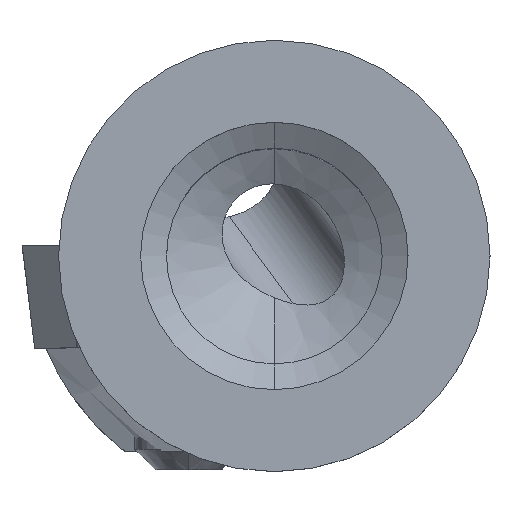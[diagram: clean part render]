
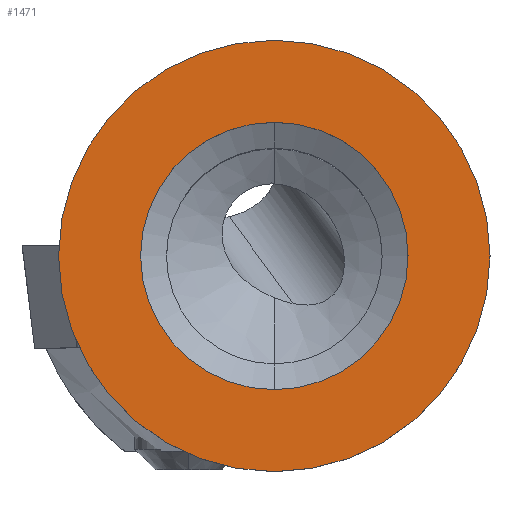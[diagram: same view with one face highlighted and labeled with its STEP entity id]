
A CAD part, top view. The second image highlights one B-rep face of the part: STEP entity #1471.
In plain terms, the highlighted planar face has unit normal (0, 0, 1).
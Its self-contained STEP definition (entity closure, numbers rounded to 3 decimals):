
#795=EDGE_CURVE('NONE',#939,#1165,#1910,.T.);
#855=VERTEX_POINT('',#1973);
#939=VERTEX_POINT('',#2065);
#1075=EDGE_CURVE('NONE',#855,#1387,#2215,.T.);
#1165=VERTEX_POINT('NONE',#2315);
#1387=VERTEX_POINT('NONE',#2557);
#1471=ADVANCED_FACE('NONE',(#2647,#2648),#2649,.T.);
#1523=EDGE_CURVE('NONE',#1387,#855,#2711,.T.);
#1589=EDGE_CURVE('NONE',#1165,#939,#2780,.T.);
#1910=CIRCLE('',#3910,3.1);
#1973=CARTESIAN_POINT('',(0.,5.0,0.0));
#2065=CARTESIAN_POINT('',(0.,3.1,0.0));
#2215=CIRCLE('',#4432,5.0);
#2315=CARTESIAN_POINT('',(0.0,-3.1,0.0));
#2557=CARTESIAN_POINT('',(0.0,-5.0,0.0));
#2647=FACE_OUTER_BOUND('',#5150,.T.);
#2648=FACE_BOUND('',#5151,.T.);
#2649=PLANE('',#5152);
#2711=CIRCLE('',#5228,5.0);
#2780=CIRCLE('',#5354,3.1);
#3910=AXIS2_PLACEMENT_3D('',#5760,#5761,#5762);
#4432=AXIS2_PLACEMENT_3D('',#6123,#6124,#6125);
#5150=EDGE_LOOP('',(#6621,#6622));
#5151=EDGE_LOOP('',(#6623,#6624));
#5152=AXIS2_PLACEMENT_3D('',#6625,#6626,#6627);
#5228=AXIS2_PLACEMENT_3D('',#6730,#6731,#6732);
#5354=AXIS2_PLACEMENT_3D('',#6790,#6791,#6792);
#5760=CARTESIAN_POINT('',(0.0,0.0,0.0));
#5761=DIRECTION('',(0.0,0.0,1.0));
#5762=DIRECTION('',(0.0,-1.0,0.0));
#6123=CARTESIAN_POINT('',(0.0,0.0,0.0));
#6124=DIRECTION('',(0.0,0.0,1.0));
#6125=DIRECTION('',(0.0,-1.0,0.0));
#6621=ORIENTED_EDGE('',*,*,#1523,.T.);
#6622=ORIENTED_EDGE('',*,*,#1075,.T.);
#6623=ORIENTED_EDGE('',*,*,#1589,.F.);
#6624=ORIENTED_EDGE('',*,*,#795,.F.);
#6625=CARTESIAN_POINT('',(0.0,0.0,0.0));
#6626=DIRECTION('',(0.0,0.0,1.0));
#6627=DIRECTION('',(0.0,-1.0,0.0));
#6730=CARTESIAN_POINT('',(0.0,0.0,0.0));
#6731=DIRECTION('',(0.0,0.0,1.0));
#6732=DIRECTION('',(0.0,-1.0,0.0));
#6790=CARTESIAN_POINT('',(0.0,0.0,0.0));
#6791=DIRECTION('',(0.0,0.0,1.0));
#6792=DIRECTION('',(0.0,-1.0,0.0));
